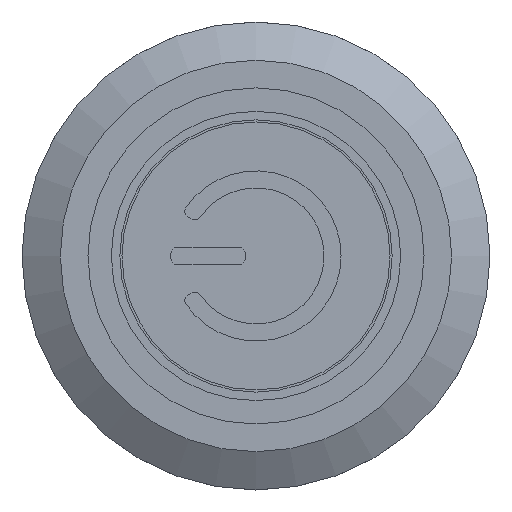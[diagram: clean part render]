
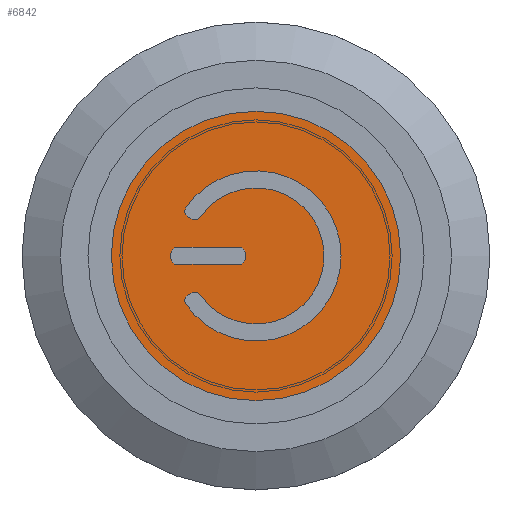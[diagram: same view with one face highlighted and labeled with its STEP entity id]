
A CAD part, top view. The second image highlights one B-rep face of the part: STEP entity #6842.
In plain terms, the highlighted face is planar.
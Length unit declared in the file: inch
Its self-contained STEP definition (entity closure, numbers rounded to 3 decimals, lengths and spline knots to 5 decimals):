
#131=FACE_BOUND('',#1270,.T.);
#132=FACE_BOUND('',#1271,.T.);
#516=PLANE('',#7516);
#864=FACE_OUTER_BOUND('',#1269,.T.);
#1269=EDGE_LOOP('',(#6308));
#1270=EDGE_LOOP('',(#6309,#6310,#6311,#6312,#6313,#6314,#6315,#6316));
#1271=EDGE_LOOP('',(#6317,#6318,#6319,#6320,#6321,#6322,#6323,#6324));
#1474=CIRCLE('',#7218,0.01102);
#1475=CIRCLE('',#7219,0.15748);
#1476=CIRCLE('',#7220,0.01102);
#1477=CIRCLE('',#7221,0.01102);
#1478=CIRCLE('',#7222,0.12598);
#1479=CIRCLE('',#7223,0.01102);
#1480=CIRCLE('',#7225,0.01102);
#1481=CIRCLE('',#7226,0.01102);
#1482=CIRCLE('',#7227,0.01102);
#1483=CIRCLE('',#7228,0.01102);
#1562=CIRCLE('',#7352,0.26772);
#1977=LINE('',#10942,#2528);
#1978=LINE('',#10950,#2529);
#1979=LINE('',#10961,#2530);
#1980=LINE('',#10965,#2531);
#1981=LINE('',#10969,#2532);
#1982=LINE('',#10972,#2533);
#2528=VECTOR('',#8539,0.3937);
#2529=VECTOR('',#8546,0.3937);
#2530=VECTOR('',#8557,0.3937);
#2531=VECTOR('',#8560,0.3937);
#2532=VECTOR('',#8563,0.3937);
#2533=VECTOR('',#8566,0.3937);
#3101=VERTEX_POINT('',#10940);
#3102=VERTEX_POINT('',#10941);
#3103=VERTEX_POINT('',#10943);
#3104=VERTEX_POINT('',#10945);
#3105=VERTEX_POINT('',#10947);
#3106=VERTEX_POINT('',#10949);
#3107=VERTEX_POINT('',#10951);
#3108=VERTEX_POINT('',#10953);
#3109=VERTEX_POINT('',#10957);
#3110=VERTEX_POINT('',#10958);
#3111=VERTEX_POINT('',#10960);
#3112=VERTEX_POINT('',#10962);
#3113=VERTEX_POINT('',#10964);
#3114=VERTEX_POINT('',#10966);
#3115=VERTEX_POINT('',#10968);
#3116=VERTEX_POINT('',#10970);
#3244=VERTEX_POINT('',#11515);
#3930=EDGE_CURVE('',#3101,#3102,#1977,.T.);
#3931=EDGE_CURVE('',#3103,#3101,#1474,.T.);
#3932=EDGE_CURVE('',#3104,#3103,#1475,.T.);
#3933=EDGE_CURVE('',#3105,#3104,#1476,.T.);
#3934=EDGE_CURVE('',#3106,#3105,#1978,.T.);
#3935=EDGE_CURVE('',#3107,#3106,#1477,.T.);
#3936=EDGE_CURVE('',#3108,#3107,#1478,.T.);
#3937=EDGE_CURVE('',#3102,#3108,#1479,.T.);
#3938=EDGE_CURVE('',#3109,#3110,#1480,.T.);
#3939=EDGE_CURVE('',#3111,#3109,#1979,.T.);
#3940=EDGE_CURVE('',#3112,#3111,#1481,.T.);
#3941=EDGE_CURVE('',#3113,#3112,#1980,.T.);
#3942=EDGE_CURVE('',#3114,#3113,#1482,.T.);
#3943=EDGE_CURVE('',#3115,#3114,#1981,.T.);
#3944=EDGE_CURVE('',#3116,#3115,#1483,.T.);
#3945=EDGE_CURVE('',#3110,#3116,#1982,.T.);
#4118=EDGE_CURVE('',#3244,#3244,#1562,.T.);
#6308=ORIENTED_EDGE('',*,*,#4118,.F.);
#6309=ORIENTED_EDGE('',*,*,#3932,.T.);
#6310=ORIENTED_EDGE('',*,*,#3931,.T.);
#6311=ORIENTED_EDGE('',*,*,#3930,.T.);
#6312=ORIENTED_EDGE('',*,*,#3937,.T.);
#6313=ORIENTED_EDGE('',*,*,#3936,.T.);
#6314=ORIENTED_EDGE('',*,*,#3935,.T.);
#6315=ORIENTED_EDGE('',*,*,#3934,.T.);
#6316=ORIENTED_EDGE('',*,*,#3933,.T.);
#6317=ORIENTED_EDGE('',*,*,#3940,.T.);
#6318=ORIENTED_EDGE('',*,*,#3939,.T.);
#6319=ORIENTED_EDGE('',*,*,#3938,.T.);
#6320=ORIENTED_EDGE('',*,*,#3945,.T.);
#6321=ORIENTED_EDGE('',*,*,#3944,.T.);
#6322=ORIENTED_EDGE('',*,*,#3943,.T.);
#6323=ORIENTED_EDGE('',*,*,#3942,.T.);
#6324=ORIENTED_EDGE('',*,*,#3941,.T.);
#6842=ADVANCED_FACE('',(#864,#131,#132),#516,.F.);
#7218=AXIS2_PLACEMENT_3D('',#10944,#8540,#8541);
#7219=AXIS2_PLACEMENT_3D('',#10946,#8542,#8543);
#7220=AXIS2_PLACEMENT_3D('',#10948,#8544,#8545);
#7221=AXIS2_PLACEMENT_3D('',#10952,#8547,#8548);
#7222=AXIS2_PLACEMENT_3D('',#10954,#8549,#8550);
#7223=AXIS2_PLACEMENT_3D('',#10955,#8551,#8552);
#7225=AXIS2_PLACEMENT_3D('',#10959,#8555,#8556);
#7226=AXIS2_PLACEMENT_3D('',#10963,#8558,#8559);
#7227=AXIS2_PLACEMENT_3D('',#10967,#8561,#8562);
#7228=AXIS2_PLACEMENT_3D('',#10971,#8564,#8565);
#7352=AXIS2_PLACEMENT_3D('',#11516,#8875,#8876);
#7516=AXIS2_PLACEMENT_3D('',#12372,#9370,#9371);
#8539=DIRECTION('',(0.866,0.5,0.));
#8540=DIRECTION('center_axis',(0.,0.,
-1.));
#8541=DIRECTION('ref_axis',(-0.5,0.866,0.));
#8542=DIRECTION('center_axis',(0.,0.,
-1.));
#8543=DIRECTION('ref_axis',(-0.826,-0.564,0.));
#8544=DIRECTION('center_axis',(0.,0.,
-1.));
#8545=DIRECTION('ref_axis',(-0.826,0.564,0.));
#8546=DIRECTION('',(-0.866,0.5,0.));
#8547=DIRECTION('center_axis',(0.,0.,
-1.));
#8548=DIRECTION('ref_axis',(-0.5,-0.866,0.));
#8549=DIRECTION('center_axis',(0.,0.,
1.));
#8550=DIRECTION('ref_axis',(0.823,0.568,0.));
#8551=DIRECTION('center_axis',(0.,0.,
-1.));
#8552=DIRECTION('ref_axis',(0.823,0.568,0.));
#8555=DIRECTION('center_axis',(0.,0.,
-1.));
#8556=DIRECTION('ref_axis',(0.,1.,0.));
#8557=DIRECTION('',(0.,1.,0.));
#8558=DIRECTION('center_axis',(0.,0.,
-1.));
#8559=DIRECTION('ref_axis',(-1.,0.,0.));
#8560=DIRECTION('',(-1.,0.,0.));
#8561=DIRECTION('center_axis',(0.,0.,
-1.));
#8562=DIRECTION('ref_axis',(0.,-1.,0.));
#8563=DIRECTION('',(0.,-1.,0.));
#8564=DIRECTION('center_axis',(0.,0.,
-1.));
#8565=DIRECTION('ref_axis',(1.,0.,0.));
#8566=DIRECTION('',(1.,0.,0.));
#8875=DIRECTION('center_axis',(0.,0.,
-1.));
#8876=DIRECTION('ref_axis',(-1.,0.,0.));
#9370=DIRECTION('center_axis',(0.,0.,
-1.));
#9371=DIRECTION('ref_axis',(-1.,0.,0.));
#10940=CARTESIAN_POINT('',(-0.12648,-0.07302,0.81496));
#10941=CARTESIAN_POINT('',(-0.11827,-0.06828,0.81496));
#10942=CARTESIAN_POINT('',(-0.05913,-0.03414,0.81496));
#10943=CARTESIAN_POINT('',(-0.13007,-0.08878,0.81496));
#10944=CARTESIAN_POINT('Origin',(-0.12096,-0.08257,
0.81496));
#10945=CARTESIAN_POINT('',(-0.13007,0.08878,0.81496));
#10946=CARTESIAN_POINT('Origin',(0.,0.,
0.81496));
#10947=CARTESIAN_POINT('',(-0.12648,0.07302,0.81496));
#10948=CARTESIAN_POINT('Origin',(-0.12096,0.08257,
0.81496));
#10949=CARTESIAN_POINT('',(-0.11827,0.06828,0.81496));
#10950=CARTESIAN_POINT('',(-0.06324,0.03651,0.81496));
#10951=CARTESIAN_POINT('',(-0.10368,0.07157,0.81496));
#10952=CARTESIAN_POINT('Origin',(-0.11276,0.07783,
0.81496));
#10953=CARTESIAN_POINT('',(-0.10368,-0.07157,0.81496));
#10954=CARTESIAN_POINT('Origin',(0.,0.,
0.81496));
#10955=CARTESIAN_POINT('Origin',(-0.11276,-0.07783,
0.81496));
#10957=CARTESIAN_POINT('',(-0.15748,0.00472,0.81496));
#10958=CARTESIAN_POINT('',(-0.14646,0.01575,0.81496));
#10959=CARTESIAN_POINT('Origin',(-0.14646,0.00472,
0.81496));
#10960=CARTESIAN_POINT('',(-0.15748,-0.00472,0.81496));
#10961=CARTESIAN_POINT('',(-0.15748,0.00236,0.81496));
#10962=CARTESIAN_POINT('',(-0.14646,-0.01575,0.81496));
#10963=CARTESIAN_POINT('Origin',(-0.14646,-0.00472,
0.81496));
#10964=CARTESIAN_POINT('',(-0.03071,-0.01575,0.81496));
#10965=CARTESIAN_POINT('',(-0.07323,-0.01575,0.81496));
#10966=CARTESIAN_POINT('',(-0.01969,-0.00472,0.81496));
#10967=CARTESIAN_POINT('Origin',(-0.03071,-0.00472,
0.81496));
#10968=CARTESIAN_POINT('',(-0.01969,0.00472,0.81496));
#10969=CARTESIAN_POINT('',(-0.01969,-0.00236,0.81496));
#10970=CARTESIAN_POINT('',(-0.03071,0.01575,0.81496));
#10971=CARTESIAN_POINT('Origin',(-0.03071,0.00472,
0.81496));
#10972=CARTESIAN_POINT('',(-0.01535,0.01575,0.81496));
#11515=CARTESIAN_POINT('',(0.26772,0.,0.81496));
#11516=CARTESIAN_POINT('Origin',(0.,0.,
0.81496));
#12372=CARTESIAN_POINT('Origin',(0.,0.,
0.81496));
